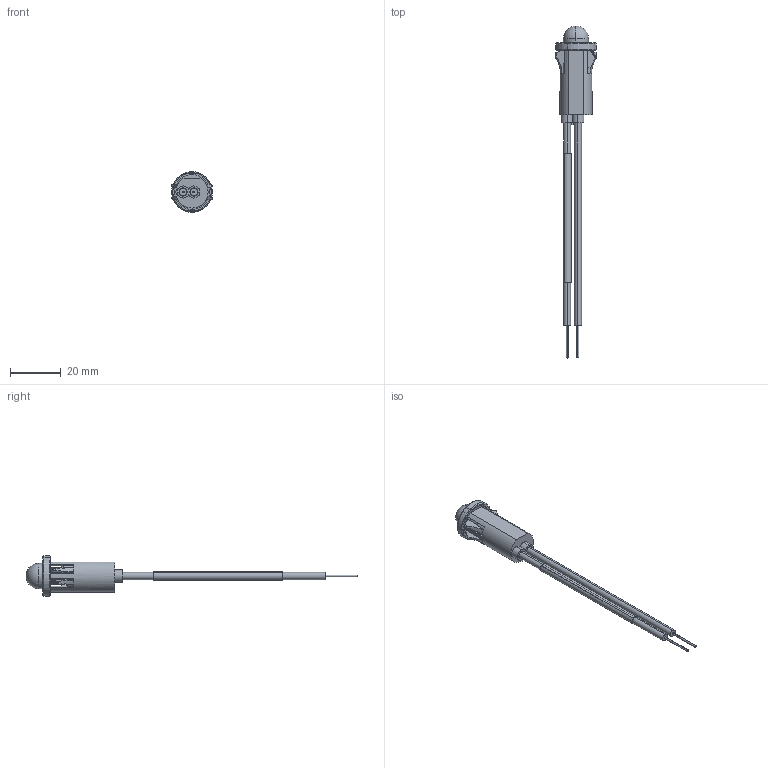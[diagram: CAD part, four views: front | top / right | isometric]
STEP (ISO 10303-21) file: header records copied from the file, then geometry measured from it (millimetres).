
FILE_DESCRIPTION (( 'STEP AP203' ), '1' );
FILE_NAME ('1091M1,M5,M7.STEP', '2017-02-23T19:14:20', ( '' ), ( '' ), 'SwSTEP 2.0', 'SolidWorks 2016', '' );
FILE_SCHEMA (( 'CONFIG_CONTROL_DESIGN' ));
Length unit declared in the file: inch
Products named in the file (12): MT2921-A9708; MR3202E; MT3721-A9709; MR1291 & MR3671 - B11442; 5mm LED standard; D11456 - B13071; MZ3884 - A8184; WS4413BK; MB1333x B10033; WP2379_04'''' ; 1091M1,M5,M7; E13975 C8305
Assembly tree (14 placements, depth 2):
  1091M1,M5,M7
    D11456 - B13071
    E13975 C8305
    MZ3884 - A8184
    WP2379_04''''   x2
    MB1333x B10033
    WS4413BK
    MT2921-A9708  x2
    MT3721-A9709  x2
    5mm LED standard
    MR1291 & MR3671 - B11442
    MR3202E
Bounding box: 16.28 x 130.63 x 15.95 mm (x, y, z)
Volume: 2963.4 mm3; surface area: 7597 mm2
Topology: 17 solids, 17 shells, 485 faces, 1300 edges, 850 vertices
Faces by surface type: plane 214, cylinder 167, cone 58, sphere 30, torus 16
Entity records: 15583 total; most frequent: CARTESIAN_POINT 2982, DIRECTION 2433, ORIENTED_EDGE 2340, EDGE_CURVE 1170, AXIS2_PLACEMENT_3D 915, VERTEX_POINT 766, LINE 603, VECTOR 603
